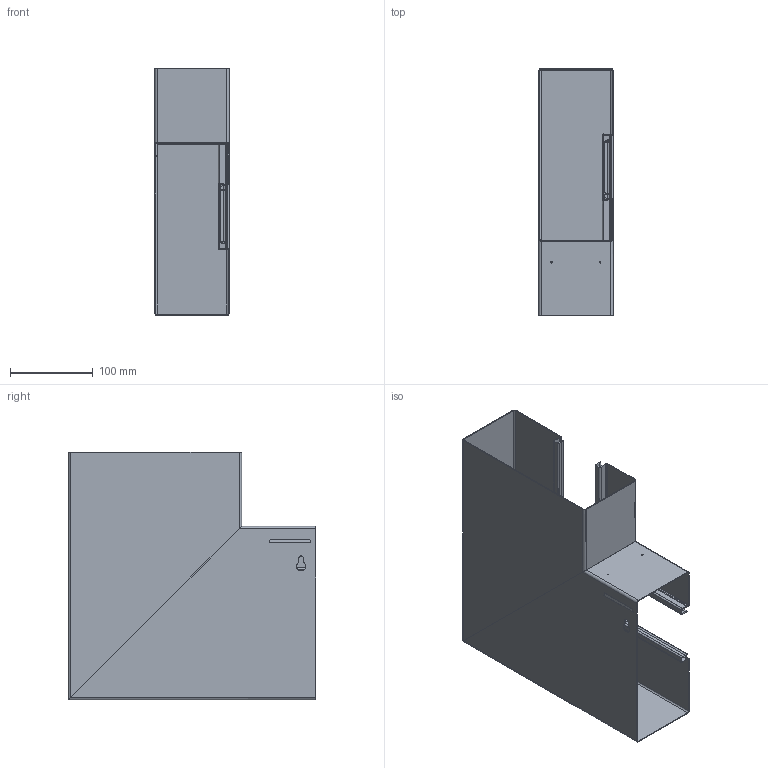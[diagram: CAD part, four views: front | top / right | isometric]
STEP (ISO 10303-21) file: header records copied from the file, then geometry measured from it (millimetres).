
FILE_DESCRIPTION (( 'STEP AP214' ), '1' );
FILE_NAME ('6278120.stp', '2016-06-07T13:42:49', ( '' ), ( '' ), 'SwSTEP 2.0', 'SolidWorks 2014', '' );
FILE_SCHEMA (( 'AUTOMOTIVE_DESIGN' ));
Length unit declared in the file: millimetre
Products named in the file (1): 6278120
Bounding box: 90 x 299.85 x 299.85 mm (x, y, z)
Volume: 225011.3 mm3; surface area: 453315.6 mm2
Topology: 1 solids, 1 shells, 314 faces, 694 edges, 388 vertices
Faces by surface type: plane 172, cylinder 90, bspline 44, cone 8
Entity records: 9193 total; most frequent: CARTESIAN_POINT 2714, ORIENTED_EDGE 1388, DIRECTION 1208, EDGE_CURVE 694, AXIS2_PLACEMENT_3D 411, VERTEX_POINT 388, LINE 386, VECTOR 386
